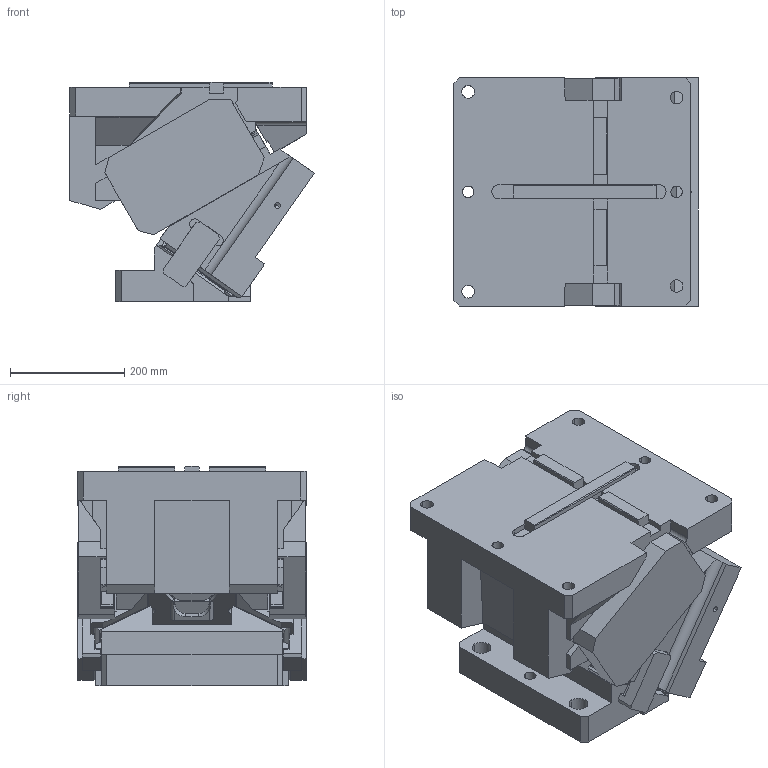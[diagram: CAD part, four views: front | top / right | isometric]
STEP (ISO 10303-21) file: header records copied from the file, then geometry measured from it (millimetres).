
FILE_DESCRIPTION(('CATIA V5 STEP Exchange'),'2;1');
FILE_NAME('CACV_F_400_35.stp','2015-04-27T07:01:18+00:00',('none'),('none'),'CATIA Version 5 Release 19 SP 2 (IN-10)','CATIA V5 STEP AP203','none');
FILE_SCHEMA(('CONFIG_CONTROL_DESIGN'));
Length unit declared in the file: millimetre
Products named in the file (1): CACV_F_400_35
Bounding box: 427.78 x 400 x 384 mm (x, y, z)
Volume: 38451926 mm3; surface area: 1657837.3 mm2
Topology: 3 solids, 11 shells, 654 faces, 1842 edges, 1209 vertices
Faces by surface type: plane 459, cylinder 171, cone 14, extrusion 10
Entity records: 21679 total; most frequent: CARTESIAN_POINT 5601, ORIENTED_EDGE 3672, DIRECTION 2692, EDGE_CURVE 1836, VECTOR 1444, LINE 1434, VERTEX_POINT 1209, AXIS2_PLACEMENT_3D 718
